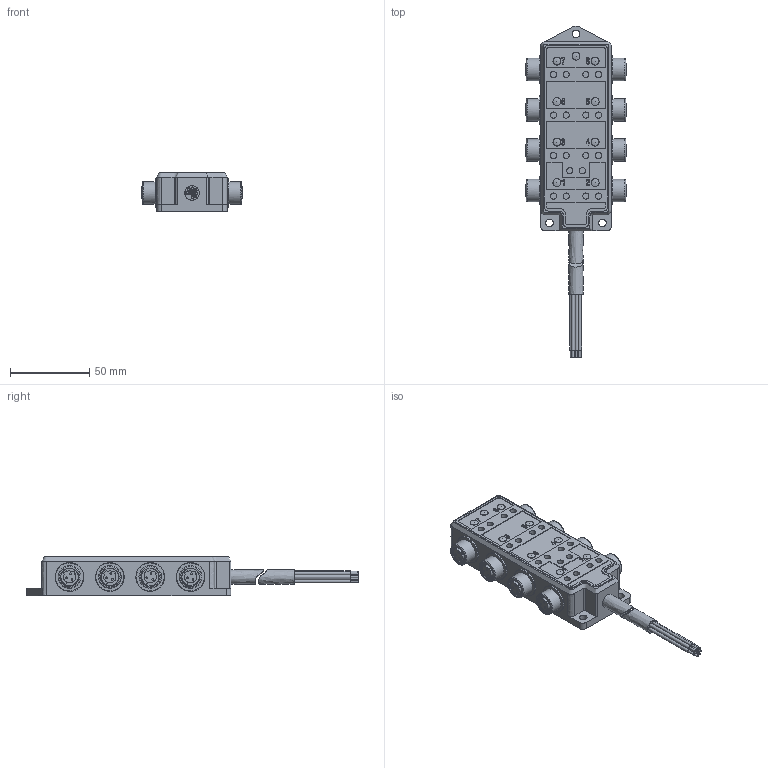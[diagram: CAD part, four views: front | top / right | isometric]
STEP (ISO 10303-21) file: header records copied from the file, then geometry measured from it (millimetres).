
FILE_DESCRIPTION( ('This file contains a STEP AP42 implementation' ,'as created by ZW3D STEP Interface translator.') ,'2;1' );
FILE_NAME( 'ASSU8-3-3XX-25XX.stp' ,'211223.143033', (''), ('ZWCAD Software Co.'), 'Version 1.0', 'ZW3D to STEP translator', '' );
FILE_SCHEMA(('AUTOMOTIVE_DESIGN'));
Length unit declared in the file: millimetre
Products named in the file (2): 0; ASSU8-3-3XX-25XX
Bounding box: 63.5 x 209 x 25 mm (x, y, z)
Volume: 136538.8 mm3; surface area: 32914.5 mm2
Topology: 2 solids, 2 shells, 723 faces, 1851 edges, 1253 vertices
Faces by surface type: bspline 723
Entity records: 53957 total; most frequent: CARTESIAN_POINT 42258, ORIENTED_EDGE 3684, EDGE_CURVE 1842, B_SPLINE_CURVE_WITH_KNOTS 1348, VERTEX_POINT 1253, EDGE_LOOP 859, FACE_OUTER_BOUND 723, ADVANCED_FACE 723
